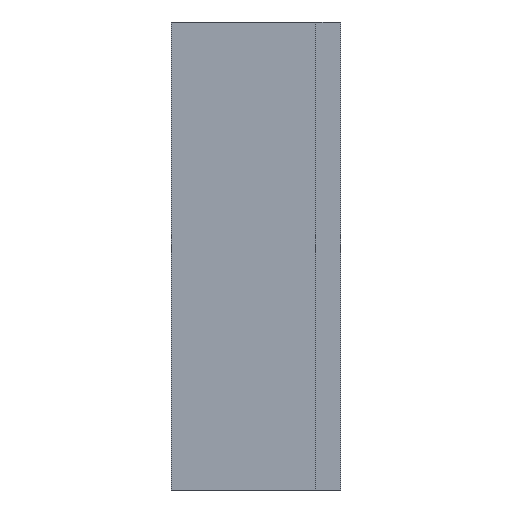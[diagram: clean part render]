
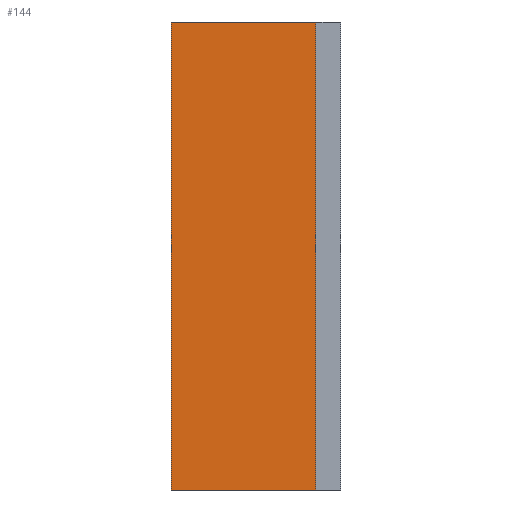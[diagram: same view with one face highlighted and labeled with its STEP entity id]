
A CAD part, left-side view. The second image highlights one B-rep face of the part: STEP entity #144.
In plain terms, the highlighted planar face has unit normal (-1, 0, 0).
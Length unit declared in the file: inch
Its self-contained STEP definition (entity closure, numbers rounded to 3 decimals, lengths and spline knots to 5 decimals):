
#18=FACE_OUTER_BOUND('',#26,.T.);
#26=EDGE_LOOP('',(#111,#112,#113,#114));
#34=LINE('',#217,#52);
#41=LINE('',#230,#59);
#42=LINE('',#233,#60);
#43=LINE('',#234,#61);
#52=VECTOR('',#178,0.3937);
#59=VECTOR('',#189,0.3937);
#60=VECTOR('',#192,0.3937);
#61=VECTOR('',#193,0.3937);
#70=VERTEX_POINT('',#214);
#71=VERTEX_POINT('',#216);
#75=VERTEX_POINT('',#228);
#76=VERTEX_POINT('',#232);
#82=EDGE_CURVE('',#70,#71,#34,.T.);
#89=EDGE_CURVE('',#75,#71,#41,.T.);
#90=EDGE_CURVE('',#75,#76,#42,.F.);
#91=EDGE_CURVE('',#76,#70,#43,.T.);
#111=ORIENTED_EDGE('',*,*,#90,.F.);
#112=ORIENTED_EDGE('',*,*,#89,.T.);
#113=ORIENTED_EDGE('',*,*,#82,.F.);
#114=ORIENTED_EDGE('',*,*,#91,.F.);
#136=PLANE('',#166);
#144=ADVANCED_FACE('',(#18),#136,.T.);
#166=AXIS2_PLACEMENT_3D('',#231,#190,#191);
#178=DIRECTION('',(0.,-1.,0.));
#189=DIRECTION('',(0.,0.,1.));
#190=DIRECTION('center_axis',(-1.,0.,0.));
#191=DIRECTION('ref_axis',(0.,-1.,0.));
#192=DIRECTION('',(0.,-1.,0.));
#193=DIRECTION('',(0.,0.,1.));
#214=CARTESIAN_POINT('',(-2.,35.74995,-59.8125));
#216=CARTESIAN_POINT('',(-2.,25.62495,-59.8125));
#217=CARTESIAN_POINT('',(-2.,32.7812,-59.8125));
#228=CARTESIAN_POINT('',(-2.,25.62495,-92.625));
#230=CARTESIAN_POINT('',(-2.,25.62495,-84.125));
#231=CARTESIAN_POINT('Origin',(-2.,35.74995,-84.125));
#232=CARTESIAN_POINT('',(-2.,35.74995,-92.625));
#233=CARTESIAN_POINT('',(-2.,32.7812,-92.625));
#234=CARTESIAN_POINT('',(-2.,35.74995,-84.125));
